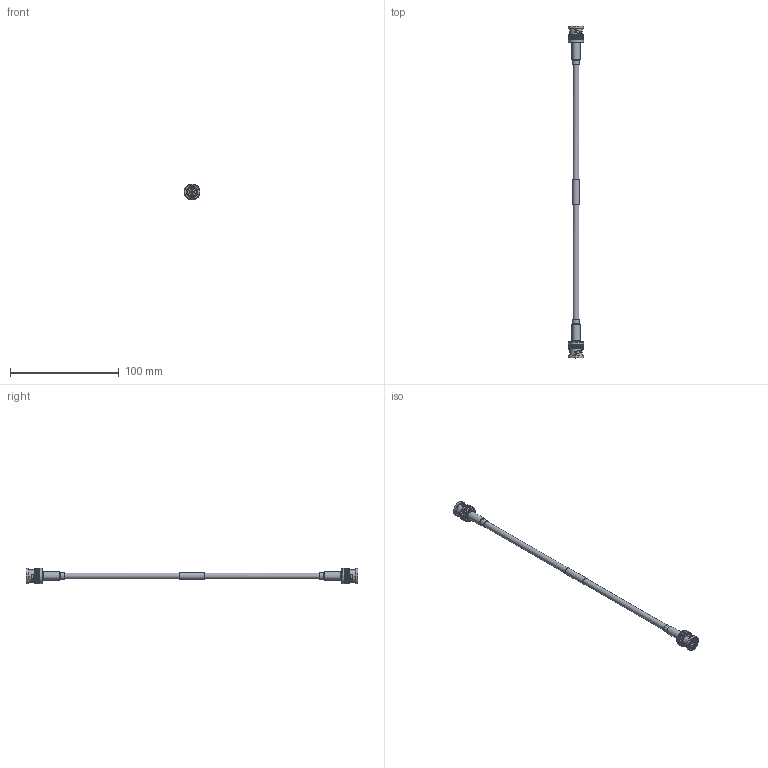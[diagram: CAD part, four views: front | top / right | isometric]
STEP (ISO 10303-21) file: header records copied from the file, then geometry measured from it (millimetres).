
FILE_DESCRIPTION(/* description */ ('Unknown'),/* implementation_level */ '2;1');
FILE_NAME(/* name */ '65509810130501',/* time_stamp */ '2023-06-05T16:02:34+02:00',/* author */ ('Unknown'),/* organization */ ('Unknown'),/* preprocessor_version */ 'ST-DEVELOPER v18.102',/* originating_system */ 'Solid Edge',/* authorisation */ 'Unknown');
FILE_SCHEMA (('AUTOMOTIVE_DESIGN {1 0 10303 214 3 1 1}'));
Length unit declared in the file: millimetre
Products named in the file (1): 65509810130501
Bounding box: 14.5 x 304.8 x 14.5 mm (x, y, z)
Volume: 10237.5 mm3; surface area: 8307.8 mm2
Topology: 1 solids, 1 shells, 899 faces, 2058 edges, 1178 vertices
Faces by surface type: plane 655, cylinder 207, torus 21, cone 16
Full cylindrical faces by diameter (mm): 1.35 x2, 2.1 x2, 5 x2, 5.4 x2, 6.1 x1, 6.4 x2, 7.3 x2, 7.52 x2, 7.7 x2, 8.4 x2, 9.5 x2, 9.8 x2, 11.35 x2, 12.8 x2, 13.9 x6
Entity records: 30678 total; most frequent: CARTESIAN_POINT 5276, ORIENTED_EDGE 3932, DIRECTION 3906, EDGE_CURVE 1966, AXIS2_PLACEMENT_3D 1454, VERTEX_POINT 1144, LINE 998, VECTOR 998
